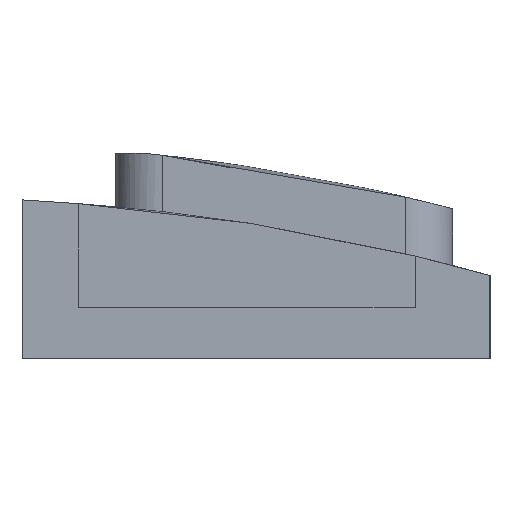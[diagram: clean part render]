
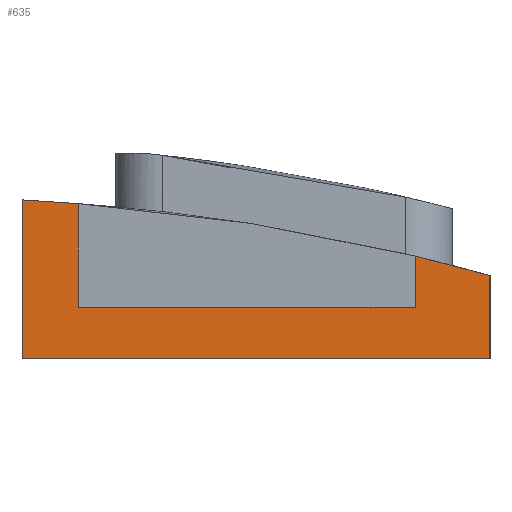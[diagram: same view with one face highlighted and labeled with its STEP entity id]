
A CAD part, left-side view. The second image highlights one B-rep face of the part: STEP entity #635.
In plain terms, the highlighted planar face has unit normal (-1, 0, 0).
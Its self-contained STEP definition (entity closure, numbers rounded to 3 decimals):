
#27=B_SPLINE_CURVE_WITH_KNOTS('',3,(#891,#892,#893,#894),.UNSPECIFIED.,
 .F.,.F.,(4,4),(-0.119,-0.002),.UNSPECIFIED.);
#28=B_SPLINE_CURVE_WITH_KNOTS('',3,(#901,#902,#903,#904,#905,#906,#907),
 .UNSPECIFIED.,.F.,.F.,(4,3,4),(-1.011,-1.,-0.844),
 .UNSPECIFIED.);
#83=FACE_OUTER_BOUND('',#120,.T.);
#120=EDGE_LOOP('',(#426,#427,#428,#429,#430,#431,#432,#433));
#159=LINE('',#870,#208);
#165=LINE('',#887,#214);
#166=LINE('',#889,#215);
#167=LINE('',#896,#216);
#168=LINE('',#898,#217);
#169=LINE('',#900,#218);
#208=VECTOR('',#731,10.);
#214=VECTOR('',#745,10.);
#215=VECTOR('',#746,10.);
#216=VECTOR('',#747,10.);
#217=VECTOR('',#748,10.);
#218=VECTOR('',#749,10.);
#257=VERTEX_POINT('',#867);
#258=VERTEX_POINT('',#869);
#265=VERTEX_POINT('',#886);
#266=VERTEX_POINT('',#888);
#267=VERTEX_POINT('',#890);
#268=VERTEX_POINT('',#895);
#269=VERTEX_POINT('',#897);
#270=VERTEX_POINT('',#899);
#321=EDGE_CURVE('',#258,#257,#159,.T.);
#329=EDGE_CURVE('',#265,#258,#165,.T.);
#330=EDGE_CURVE('',#257,#266,#166,.T.);
#331=EDGE_CURVE('',#266,#267,#27,.T.);
#332=EDGE_CURVE('',#268,#267,#167,.T.);
#333=EDGE_CURVE('',#268,#269,#168,.T.);
#334=EDGE_CURVE('',#269,#270,#169,.T.);
#335=EDGE_CURVE('',#270,#265,#28,.T.);
#426=ORIENTED_EDGE('',*,*,#329,.T.);
#427=ORIENTED_EDGE('',*,*,#321,.T.);
#428=ORIENTED_EDGE('',*,*,#330,.T.);
#429=ORIENTED_EDGE('',*,*,#331,.T.);
#430=ORIENTED_EDGE('',*,*,#332,.F.);
#431=ORIENTED_EDGE('',*,*,#333,.T.);
#432=ORIENTED_EDGE('',*,*,#334,.T.);
#433=ORIENTED_EDGE('',*,*,#335,.T.);
#612=PLANE('',#686);
#635=ADVANCED_FACE('',(#83),#612,.T.);
#686=AXIS2_PLACEMENT_3D('',#885,#743,#744);
#731=DIRECTION('',(0.,1.,0.));
#743=DIRECTION('center_axis',(-1.,0.,0.));
#744=DIRECTION('ref_axis',(0.,-1.,0.));
#745=DIRECTION('',(0.,0.,-1.));
#746=DIRECTION('',(0.,0.,1.));
#747=DIRECTION('',(0.,0.,1.));
#748=DIRECTION('',(0.,-1.,0.));
#749=DIRECTION('',(0.,0.,1.));
#867=CARTESIAN_POINT('',(0.,-0.6,0.55));
#869=CARTESIAN_POINT('',(0.,-4.2,0.55));
#870=CARTESIAN_POINT('',(0.,-1.2,0.55));
#885=CARTESIAN_POINT('Origin',(0.,0.,0.));
#886=CARTESIAN_POINT('',(0.,-4.2,1.099));
#887=CARTESIAN_POINT('',(0.,-4.2,1.2));
#888=CARTESIAN_POINT('',(0.,-0.6,1.66));
#889=CARTESIAN_POINT('',(0.,-0.6,1.2));
#890=CARTESIAN_POINT('',(0.,0.,1.7));
#891=CARTESIAN_POINT('Ctrl Pts',(0.,-0.599,1.659));
#892=CARTESIAN_POINT('Ctrl Pts',(0.,-0.401,1.675));
#893=CARTESIAN_POINT('Ctrl Pts',(0.,-0.201,1.688));
#894=CARTESIAN_POINT('Ctrl Pts',(0.,0.,1.7));
#895=CARTESIAN_POINT('',(0.,0.,0.));
#896=CARTESIAN_POINT('',(0.,0.,0.));
#897=CARTESIAN_POINT('',(0.,-5.,0.));
#898=CARTESIAN_POINT('',(0.,0.,0.));
#899=CARTESIAN_POINT('',(0.,-5.,0.893));
#900=CARTESIAN_POINT('',(0.,-5.,0.));
#901=CARTESIAN_POINT('Ctrl Pts',(0.,-5.,0.893));
#902=CARTESIAN_POINT('Ctrl Pts',(0.,-4.982,0.897));
#903=CARTESIAN_POINT('Ctrl Pts',(0.,-4.965,0.902));
#904=CARTESIAN_POINT('Ctrl Pts',(0.,-4.947,0.907));
#905=CARTESIAN_POINT('Ctrl Pts',(0.,-4.7,0.975));
#906=CARTESIAN_POINT('Ctrl Pts',(0.,-4.45,1.038));
#907=CARTESIAN_POINT('Ctrl Pts',(0.,-4.2,1.097));
